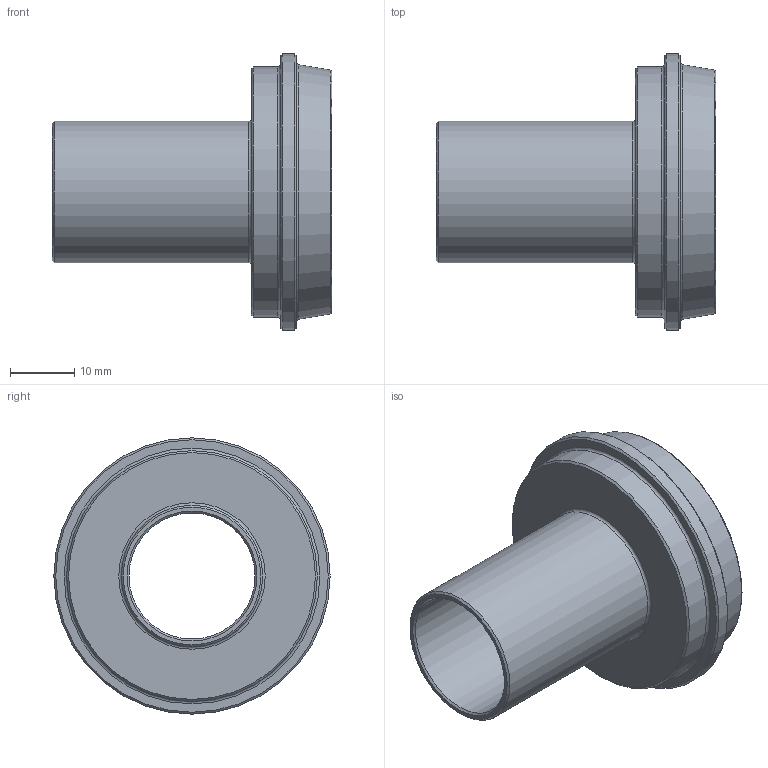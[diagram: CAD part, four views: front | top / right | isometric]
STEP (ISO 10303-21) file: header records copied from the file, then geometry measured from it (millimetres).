
FILE_DESCRIPTION(/* description */ (''),/* implementation_level */ '2;1');
FILE_NAME(/* name */ '3D_R134-PE-22-DN25_171011270.stp',/* time_stamp */ '2021-06-21T11:49:19+02:00',/* author */ ('cad'),/* organization */ (''),/* preprocessor_version */ 'ST-DEVELOPER v18.1',/* originating_system */ 'Autodesk Inventor 2022',/* authorisation */ '');
FILE_SCHEMA (('AUTOMOTIVE_DESIGN { 1 0 10303 214 3 1 1 }'));
Length unit declared in the file: millimetre
Products named in the file (1): 3D_R134-PE-22-DN25_171011270
Bounding box: 43.5 x 43 x 43 mm (x, y, z)
Volume: 14089.2 mm3; surface area: 8381.5 mm2
Topology: 1 solids, 1 shells, 20 faces, 45 edges, 30 vertices
Faces by surface type: cone 7, plane 5, cylinder 4, torus 4
Full cylindrical faces by diameter (mm): 19.6 x1, 22 x1, 39 x1, 43 x1
Entity records: 628 total; most frequent: DIRECTION 121, CARTESIAN_POINT 96, ORIENTED_EDGE 90, AXIS2_PLACEMENT_3D 55, EDGE_CURVE 45, CIRCLE 34, VERTEX_POINT 30, EDGE_LOOP 25
